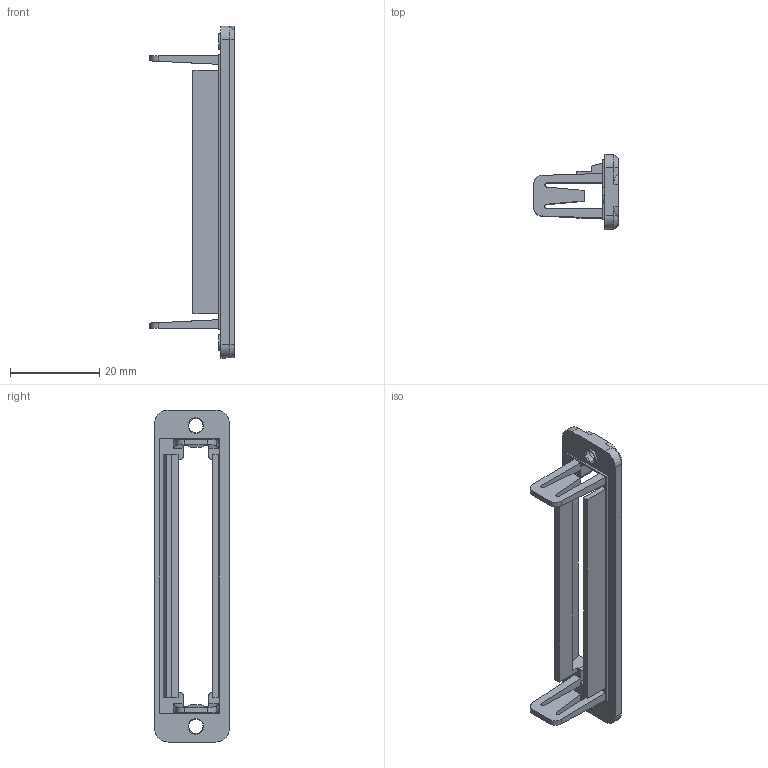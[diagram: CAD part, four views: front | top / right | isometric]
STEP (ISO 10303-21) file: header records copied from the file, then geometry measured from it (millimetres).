
FILE_DESCRIPTION(('SolidDesigner STEP Export'),'2;1');
FILE_NAME('ic-dfr-10-5.08.stp','2014-09-18T11:44:00',(''),(''),'Creo Elements/Direct Modeling STEP processor for AP214 (Solid Model)','Creo Elements/Direct Modeling 18.1 06-May-2012 (C) Parametric Technology GmbH','');
FILE_SCHEMA(('AUTOMOTIVE_DESIGN { 1 0 10303 214 1 1 1 1 }'));
Length unit declared in the file: millimetre
Products named in the file (2): ic-dfr-10-5.08
Assembly tree (1 placements, depth 2):
  ic-dfr-10-5.08
    ic-dfr-10-5.08
Bounding box: 19 x 16.75 x 74.47 mm (x, y, z)
Volume: 3033.8 mm3; surface area: 4514 mm2
Topology: 1 solids, 1 shells, 139 faces, 390 edges, 258 vertices
Faces by surface type: plane 78, cylinder 57, cone 4
Entity records: 5625 total; most frequent: CARTESIAN_POINT 813, ORIENTED_EDGE 780, DIRECTION 754, EDGE_CURVE 390, VECTOR 268, LINE 268, VERTEX_POINT 258, AXIS2_PLACEMENT_3D 243
